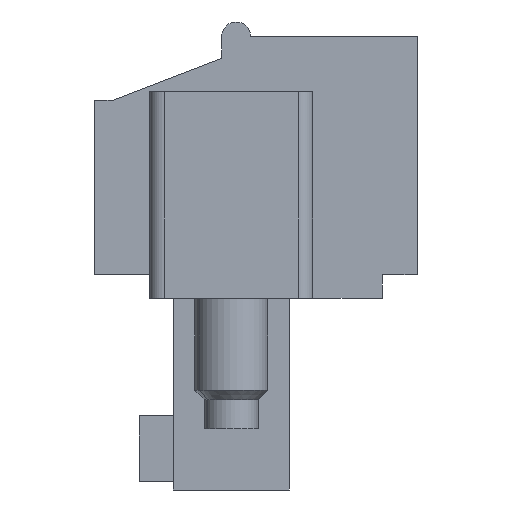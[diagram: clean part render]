
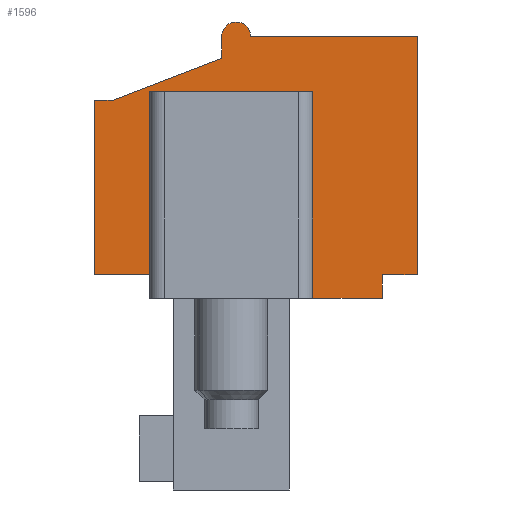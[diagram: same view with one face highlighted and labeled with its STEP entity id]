
A CAD part, left-side view. The second image highlights one B-rep face of the part: STEP entity #1596.
In plain terms, the highlighted planar face has unit normal (-1, 0, 0).
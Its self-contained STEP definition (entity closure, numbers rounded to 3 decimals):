
#1499=AXIS2_PLACEMENT_3D('Plane Axis2P3D',#1496,#1497,#1498) ;
#1522=AXIS2_PLACEMENT_3D('Circle Axis2P3D',#1520,#1521,$) ;
#1529=AXIS2_PLACEMENT_3D('Circle Axis2P3D',#1527,#1528,$) ;
#1060=CARTESIAN_POINT('Vertex',(4.8,11.1,7.4)) ;
#1063=CARTESIAN_POINT('Line Origine',(4.8,11.1,10.4)) ;
#1067=CARTESIAN_POINT('Vertex',(4.8,11.1,13.4)) ;
#1210=CARTESIAN_POINT('Vertex',(4.8,1.2,6.6)) ;
#1215=CARTESIAN_POINT('Line Origine',(4.8,2.4,6.6)) ;
#1219=CARTESIAN_POINT('Vertex',(4.8,3.6,6.6)) ;
#1461=CARTESIAN_POINT('Line Origine',(4.8,0.,11.5)) ;
#1465=CARTESIAN_POINT('Vertex',(4.8,0.,7.4)) ;
#1467=CARTESIAN_POINT('Vertex',(4.8,0.,15.6)) ;
#1496=CARTESIAN_POINT('Axis2P3D Location',(4.8,0.,0.)) ;
#1501=CARTESIAN_POINT('Line Origine',(4.8,1.2,7.)) ;
#1505=CARTESIAN_POINT('Vertex',(4.8,1.2,7.4)) ;
#1508=CARTESIAN_POINT('Line Origine',(4.8,0.6,7.4)) ;
#1513=CARTESIAN_POINT('Line Origine',(4.8,2.865,15.6)) ;
#1517=CARTESIAN_POINT('Vertex',(4.8,5.73,15.6)) ;
#1520=CARTESIAN_POINT('Axis2P3D Location',(4.8,6.23,15.6)) ;
#1524=CARTESIAN_POINT('Vertex',(4.8,6.23,16.1)) ;
#1527=CARTESIAN_POINT('Axis2P3D Location',(4.8,6.23,15.6)) ;
#1531=CARTESIAN_POINT('Vertex',(4.8,6.73,15.6)) ;
#1534=CARTESIAN_POINT('Line Origine',(4.8,6.73,15.225)) ;
#1538=CARTESIAN_POINT('Vertex',(4.8,6.73,14.85)) ;
#1541=CARTESIAN_POINT('Line Origine',(4.8,8.615,14.125)) ;
#1545=CARTESIAN_POINT('Vertex',(4.8,10.5,13.4)) ;
#1548=CARTESIAN_POINT('Line Origine',(4.8,10.8,13.4)) ;
#1553=CARTESIAN_POINT('Line Origine',(4.8,10.15,7.4)) ;
#1557=CARTESIAN_POINT('Vertex',(4.8,9.2,7.4)) ;
#1560=CARTESIAN_POINT('Line Origine',(4.8,9.2,10.55)) ;
#1564=CARTESIAN_POINT('Vertex',(4.8,9.2,13.7)) ;
#1567=CARTESIAN_POINT('Line Origine',(4.8,6.4,13.7)) ;
#1571=CARTESIAN_POINT('Vertex',(4.8,3.6,13.7)) ;
#1574=CARTESIAN_POINT('Line Origine',(4.8,3.6,10.15)) ;
#1064=DIRECTION('Vector Direction',(0.,0.,-1.)) ;
#1216=DIRECTION('Vector Direction',(0.,-1.,0.)) ;
#1462=DIRECTION('Vector Direction',(0.,0.,1.)) ;
#1497=DIRECTION('Axis2P3D Direction',(-1.,0.,0.)) ;
#1498=DIRECTION('Axis2P3D XDirection',(0.,0.,1.)) ;
#1502=DIRECTION('Vector Direction',(0.,0.,1.)) ;
#1509=DIRECTION('Vector Direction',(0.,-1.,0.)) ;
#1514=DIRECTION('Vector Direction',(0.,1.,0.)) ;
#1521=DIRECTION('Axis2P3D Direction',(-1.,0.,0.)) ;
#1528=DIRECTION('Axis2P3D Direction',(-1.,0.,0.)) ;
#1535=DIRECTION('Vector Direction',(0.,0.,-1.)) ;
#1542=DIRECTION('Vector Direction',(0.,0.933,-0.359)) ;
#1549=DIRECTION('Vector Direction',(0.,1.,0.)) ;
#1554=DIRECTION('Vector Direction',(0.,-1.,0.)) ;
#1561=DIRECTION('Vector Direction',(0.,0.,1.)) ;
#1568=DIRECTION('Vector Direction',(0.,-1.,0.)) ;
#1575=DIRECTION('Vector Direction',(0.,0.,-1.)) ;
#1065=VECTOR('Line Direction',#1064,1.) ;
#1217=VECTOR('Line Direction',#1216,1.) ;
#1463=VECTOR('Line Direction',#1462,1.) ;
#1503=VECTOR('Line Direction',#1502,1.) ;
#1510=VECTOR('Line Direction',#1509,1.) ;
#1515=VECTOR('Line Direction',#1514,1.) ;
#1536=VECTOR('Line Direction',#1535,1.) ;
#1543=VECTOR('Line Direction',#1542,1.) ;
#1550=VECTOR('Line Direction',#1549,1.) ;
#1555=VECTOR('Line Direction',#1554,1.) ;
#1562=VECTOR('Line Direction',#1561,1.) ;
#1569=VECTOR('Line Direction',#1568,1.) ;
#1576=VECTOR('Line Direction',#1575,1.) ;
#1580=ORIENTED_EDGE('',*,*,#1221,.T.) ;
#1581=ORIENTED_EDGE('',*,*,#1507,.F.) ;
#1582=ORIENTED_EDGE('',*,*,#1512,.F.) ;
#1583=ORIENTED_EDGE('',*,*,#1469,.T.) ;
#1584=ORIENTED_EDGE('',*,*,#1519,.F.) ;
#1585=ORIENTED_EDGE('',*,*,#1526,.F.) ;
#1586=ORIENTED_EDGE('',*,*,#1533,.F.) ;
#1587=ORIENTED_EDGE('',*,*,#1540,.F.) ;
#1588=ORIENTED_EDGE('',*,*,#1547,.F.) ;
#1589=ORIENTED_EDGE('',*,*,#1552,.F.) ;
#1590=ORIENTED_EDGE('',*,*,#1069,.T.) ;
#1591=ORIENTED_EDGE('',*,*,#1559,.F.) ;
#1592=ORIENTED_EDGE('',*,*,#1566,.F.) ;
#1593=ORIENTED_EDGE('',*,*,#1573,.F.) ;
#1594=ORIENTED_EDGE('',*,*,#1578,.F.) ;
#1596=ADVANCED_FACE('HOUSING',(#1595),#1500,.T.) ;
#1523=CIRCLE('generated circle',#1522,0.5) ;
#1530=CIRCLE('generated circle',#1529,0.5) ;
#1069=EDGE_CURVE('',#1068,#1061,#1066,.T.) ;
#1221=EDGE_CURVE('',#1220,#1211,#1218,.T.) ;
#1469=EDGE_CURVE('',#1466,#1468,#1464,.T.) ;
#1507=EDGE_CURVE('',#1506,#1211,#1504,.F.) ;
#1512=EDGE_CURVE('',#1466,#1506,#1511,.F.) ;
#1519=EDGE_CURVE('',#1518,#1468,#1516,.F.) ;
#1526=EDGE_CURVE('',#1525,#1518,#1523,.F.) ;
#1533=EDGE_CURVE('',#1532,#1525,#1530,.F.) ;
#1540=EDGE_CURVE('',#1539,#1532,#1537,.F.) ;
#1547=EDGE_CURVE('',#1546,#1539,#1544,.F.) ;
#1552=EDGE_CURVE('',#1068,#1546,#1551,.F.) ;
#1559=EDGE_CURVE('',#1558,#1061,#1556,.F.) ;
#1566=EDGE_CURVE('',#1565,#1558,#1563,.F.) ;
#1573=EDGE_CURVE('',#1572,#1565,#1570,.F.) ;
#1578=EDGE_CURVE('',#1220,#1572,#1577,.F.) ;
#1579=EDGE_LOOP('',(#1580,#1581,#1582,#1583,#1584,#1585,#1586,#1587,#1588,#1589,#1590,#1591,#1592,#1593,#1594)) ;
#1595=FACE_OUTER_BOUND('',#1579,.T.) ;
#1066=LINE('Line',#1063,#1065) ;
#1218=LINE('Line',#1215,#1217) ;
#1464=LINE('Line',#1461,#1463) ;
#1504=LINE('Line',#1501,#1503) ;
#1511=LINE('Line',#1508,#1510) ;
#1516=LINE('Line',#1513,#1515) ;
#1537=LINE('Line',#1534,#1536) ;
#1544=LINE('Line',#1541,#1543) ;
#1551=LINE('Line',#1548,#1550) ;
#1556=LINE('Line',#1553,#1555) ;
#1563=LINE('Line',#1560,#1562) ;
#1570=LINE('Line',#1567,#1569) ;
#1577=LINE('Line',#1574,#1576) ;
#1500=PLANE('',#1499) ;
#1061=VERTEX_POINT('',#1060) ;
#1068=VERTEX_POINT('',#1067) ;
#1211=VERTEX_POINT('',#1210) ;
#1220=VERTEX_POINT('',#1219) ;
#1466=VERTEX_POINT('',#1465) ;
#1468=VERTEX_POINT('',#1467) ;
#1506=VERTEX_POINT('',#1505) ;
#1518=VERTEX_POINT('',#1517) ;
#1525=VERTEX_POINT('',#1524) ;
#1532=VERTEX_POINT('',#1531) ;
#1539=VERTEX_POINT('',#1538) ;
#1546=VERTEX_POINT('',#1545) ;
#1558=VERTEX_POINT('',#1557) ;
#1565=VERTEX_POINT('',#1564) ;
#1572=VERTEX_POINT('',#1571) ;
